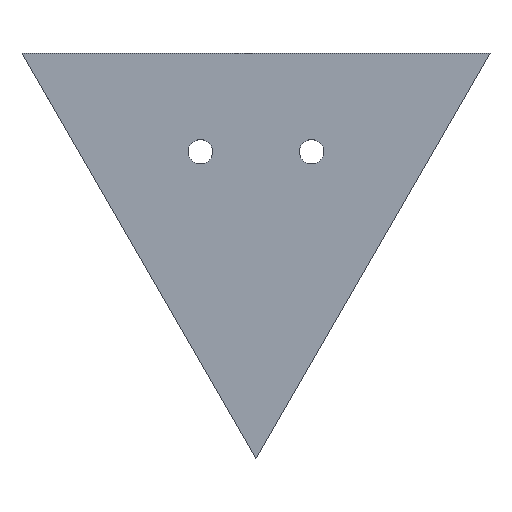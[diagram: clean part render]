
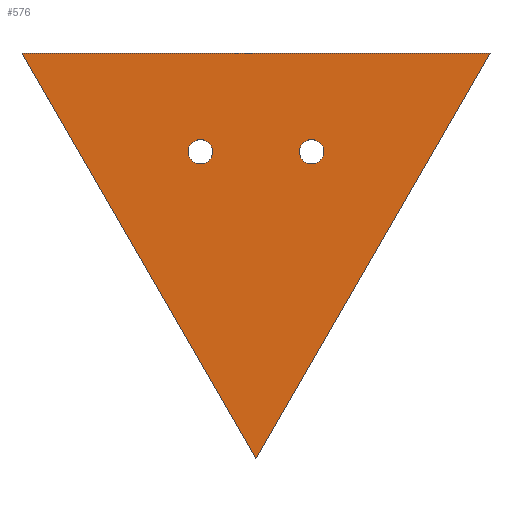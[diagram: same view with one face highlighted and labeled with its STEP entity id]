
A CAD part, top view. The second image highlights one B-rep face of the part: STEP entity #576.
In plain terms, the highlighted planar face has unit normal (0, 0, 1).
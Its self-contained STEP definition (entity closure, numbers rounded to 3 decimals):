
#5 = VERTEX_POINT ( 'NONE', #1334 ) ;
#14 = ORIENTED_EDGE ( 'NONE', *, *, #187, .F. ) ;
#15 = ORIENTED_EDGE ( 'NONE', *, *, #713, .F. ) ;
#22 = VERTEX_POINT ( 'NONE', #1065 ) ;
#23 = CARTESIAN_POINT ( 'NONE',  ( 15.764, -9.101, 10. ) ) ;
#70 = LINE ( 'NONE', #1184, #1286 ) ;
#84 = DIRECTION ( 'NONE',  ( 0., 0., 1. ) ) ;
#105 = CIRCLE ( 'NONE', #884, 1.65 ) ;
#117 = AXIS2_PLACEMENT_3D ( 'NONE', #1794, #687, #1788 ) ;
#124 = EDGE_CURVE ( 'NONE', #1638, #440, #436, .T. ) ;
#187 = EDGE_CURVE ( 'NONE', #247, #1249, #1773, .T. ) ;
#221 = CARTESIAN_POINT ( 'NONE',  ( -15.764, -9.101, 10. ) ) ;
#247 = VERTEX_POINT ( 'NONE', #498 ) ;
#293 = FACE_BOUND ( 'NONE', #707, .T. ) ;
#321 = EDGE_LOOP ( 'NONE', ( #477, #14, #1051 ) ) ;
#436 = CIRCLE ( 'NONE', #117, 1.65 ) ;
#440 = VERTEX_POINT ( 'NONE', #761 ) ;
#470 = CARTESIAN_POINT ( 'NONE',  ( -9.15, 5., 10. ) ) ;
#477 = ORIENTED_EDGE ( 'NONE', *, *, #1023, .F. ) ;
#498 = CARTESIAN_POINT ( 'NONE',  ( 0., -36.406, 10. ) ) ;
#567 = DIRECTION ( 'NONE',  ( 1., 0., 0. ) ) ;
#572 = DIRECTION ( 'NONE',  ( 0., 0., 1. ) ) ;
#576 = ADVANCED_FACE ( 'NONE', ( #293, #1399, #1427 ), #992, .T. ) ;
#687 = DIRECTION ( 'NONE',  ( 0., 0., 1. ) ) ;
#707 = EDGE_LOOP ( 'NONE', ( #1396, #15 ) ) ;
#713 = EDGE_CURVE ( 'NONE', #5, #1705, #1191, .T. ) ;
#717 = CARTESIAN_POINT ( 'NONE',  ( -7.5, 5., 10. ) ) ;
#761 = CARTESIAN_POINT ( 'NONE',  ( -5.85, 5., 10. ) ) ;
#787 = DIRECTION ( 'NONE',  ( 1., 0., 0. ) ) ;
#818 = VECTOR ( 'NONE', #1754, 1000. ) ;
#850 = DIRECTION ( 'NONE',  ( 0.5, 0.866, 0. ) ) ;
#884 = AXIS2_PLACEMENT_3D ( 'NONE', #717, #1154, #1710 ) ;
#992 = PLANE ( 'NONE',  #1394 ) ;
#1013 = AXIS2_PLACEMENT_3D ( 'NONE', #1337, #1723, #1764 ) ;
#1023 = EDGE_CURVE ( 'NONE', #1249, #22, #70, .T. ) ;
#1050 = DIRECTION ( 'NONE',  ( 1., 0., 0. ) ) ;
#1051 = ORIENTED_EDGE ( 'NONE', *, *, #1508, .T. ) ;
#1065 = CARTESIAN_POINT ( 'NONE',  ( 31.572, 18.279, 10. ) ) ;
#1067 = AXIS2_PLACEMENT_3D ( 'NONE', #1119, #572, #567 ) ;
#1089 = ORIENTED_EDGE ( 'NONE', *, *, #124, .F. ) ;
#1119 = CARTESIAN_POINT ( 'NONE',  ( 7.5, 5., 10. ) ) ;
#1154 = DIRECTION ( 'NONE',  ( 0., 0., 1. ) ) ;
#1166 = CARTESIAN_POINT ( 'NONE',  ( -31.572, 18.279, 10. ) ) ;
#1184 = CARTESIAN_POINT ( 'NONE',  ( 0., 18.279, 10. ) ) ;
#1191 = CIRCLE ( 'NONE', #1013, 1.65 ) ;
#1249 = VERTEX_POINT ( 'NONE', #1166 ) ;
#1286 = VECTOR ( 'NONE', #1050, 1000. ) ;
#1334 = CARTESIAN_POINT ( 'NONE',  ( 5.85, 5., 10. ) ) ;
#1337 = CARTESIAN_POINT ( 'NONE',  ( 7.5, 5., 10. ) ) ;
#1351 = EDGE_CURVE ( 'NONE', #440, #1638, #105, .T. ) ;
#1392 = LINE ( 'NONE', #23, #1590 ) ;
#1394 = AXIS2_PLACEMENT_3D ( 'NONE', #1600, #84, #787 ) ;
#1396 = ORIENTED_EDGE ( 'NONE', *, *, #1454, .F. ) ;
#1399 = FACE_BOUND ( 'NONE', #1534, .T. ) ;
#1427 = FACE_OUTER_BOUND ( 'NONE', #321, .T. ) ;
#1454 = EDGE_CURVE ( 'NONE', #1705, #5, #1795, .T. ) ;
#1508 = EDGE_CURVE ( 'NONE', #247, #22, #1392, .T. ) ;
#1534 = EDGE_LOOP ( 'NONE', ( #1737, #1089 ) ) ;
#1590 = VECTOR ( 'NONE', #850, 1000. ) ;
#1600 = CARTESIAN_POINT ( 'NONE',  ( 0., 0., 10. ) ) ;
#1638 = VERTEX_POINT ( 'NONE', #470 ) ;
#1705 = VERTEX_POINT ( 'NONE', #1746 ) ;
#1710 = DIRECTION ( 'NONE',  ( 1., 0., 0. ) ) ;
#1723 = DIRECTION ( 'NONE',  ( 0., 0., 1. ) ) ;
#1737 = ORIENTED_EDGE ( 'NONE', *, *, #1351, .F. ) ;
#1746 = CARTESIAN_POINT ( 'NONE',  ( 9.15, 5., 10. ) ) ;
#1754 = DIRECTION ( 'NONE',  ( -0.5, 0.866, 0. ) ) ;
#1764 = DIRECTION ( 'NONE',  ( 1., 0., 0. ) ) ;
#1773 = LINE ( 'NONE', #221, #818 ) ;
#1788 = DIRECTION ( 'NONE',  ( 1., 0., 0. ) ) ;
#1794 = CARTESIAN_POINT ( 'NONE',  ( -7.5, 5., 10. ) ) ;
#1795 = CIRCLE ( 'NONE', #1067, 1.65 ) ;
